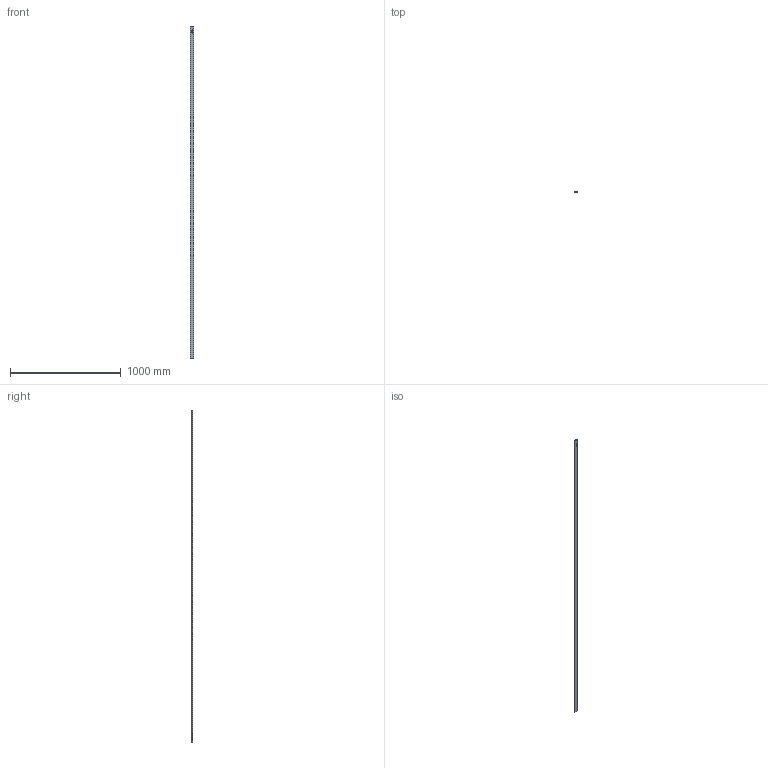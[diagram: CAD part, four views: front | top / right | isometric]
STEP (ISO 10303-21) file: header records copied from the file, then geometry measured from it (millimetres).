
FILE_DESCRIPTION (( 'STEP AP203' ), '1' );
FILE_NAME ('6314.step', '2015-09-17T15:51:36', ( '' ), ( '' ), 'SwSTEP 2.0', 'SolidWorks 2015', '' );
FILE_SCHEMA (( 'CONFIG_CONTROL_DESIGN' ));
Length unit declared in the file: millimetre
Products named in the file (1): 6314
Bounding box: 35 x 10 x 3000 mm (x, y, z)
Volume: 743781.8 mm3; surface area: 232055.6 mm2
Topology: 1 solids, 1 shells, 171 faces, 456 edges, 304 vertices
Faces by surface type: plane 99, bspline 71, cylinder 1
Entity records: 8783 total; most frequent: CARTESIAN_POINT 4923, ORIENTED_EDGE 912, DIRECTION 518, EDGE_CURVE 456, LINE 312, VECTOR 312, VERTEX_POINT 304, EDGE_LOOP 188
